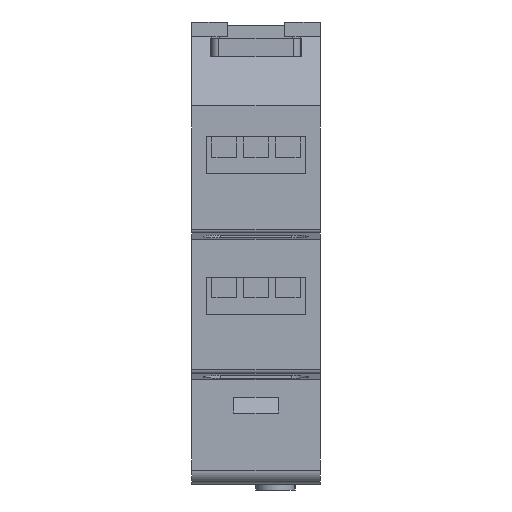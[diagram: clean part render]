
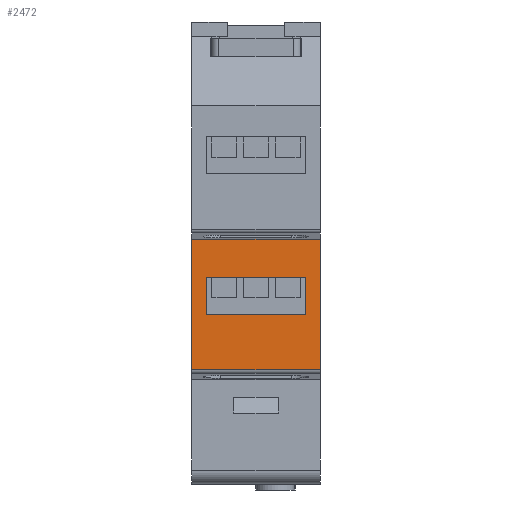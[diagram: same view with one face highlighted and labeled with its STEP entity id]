
A CAD part, front view. The second image highlights one B-rep face of the part: STEP entity #2472.
In plain terms, the highlighted planar face has unit normal (0, -1, 0).
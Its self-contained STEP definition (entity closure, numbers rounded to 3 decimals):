
#1032 = CARTESIAN_POINT ( 'NONE',  ( 9.05, -33.5, -30.5 ) ) ;
#1277 = DIRECTION ( 'NONE',  ( -1., 0., 0. ) ) ;
#1374 = LINE ( 'NONE', #12655, #13122 ) ;
#2065 = CARTESIAN_POINT ( 'NONE',  ( 9.05, -33.5, -48.838 ) ) ;
#2305 = EDGE_CURVE ( 'NONE', #10448, #10278, #6451, .T. ) ;
#2472 = ADVANCED_FACE ( 'NONE', ( #8902, #12153 ), #13166, .F. ) ;
#2688 = DIRECTION ( 'NONE',  ( 0., 0., -1. ) ) ;
#2840 = VECTOR ( 'NONE', #6802, 1000. ) ;
#2957 = DIRECTION ( 'NONE',  ( -1., 0., 0. ) ) ;
#3097 = EDGE_LOOP ( 'NONE', ( #5631, #5607, #5967, #10553 ) ) ;
#3616 = CARTESIAN_POINT ( 'NONE',  ( -7., -33.5, -35.837 ) ) ;
#4319 = EDGE_CURVE ( 'NONE', #5182, #12651, #1374, .T. ) ;
#4467 = CARTESIAN_POINT ( 'NONE',  ( 7., -33.5, -35.837 ) ) ;
#4515 = VECTOR ( 'NONE', #13336, 1000. ) ;
#4637 = LINE ( 'NONE', #3616, #2840 ) ;
#4667 = CARTESIAN_POINT ( 'NONE',  ( -9.05, -33.5, -48.838 ) ) ;
#4737 = VERTEX_POINT ( 'NONE', #2065 ) ;
#5063 = LINE ( 'NONE', #9211, #4515 ) ;
#5182 = VERTEX_POINT ( 'NONE', #11802 ) ;
#5607 = ORIENTED_EDGE ( 'NONE', *, *, #9544, .F. ) ;
#5631 = ORIENTED_EDGE ( 'NONE', *, *, #9635, .T. ) ;
#5967 = ORIENTED_EDGE ( 'NONE', *, *, #11696, .F. ) ;
#6056 = CARTESIAN_POINT ( 'NONE',  ( 9.05, -33.5, -30.5 ) ) ;
#6451 = LINE ( 'NONE', #1032, #7110 ) ;
#6665 = VERTEX_POINT ( 'NONE', #10756 ) ;
#6702 = CARTESIAN_POINT ( 'NONE',  ( -7., -33.5, -35.837 ) ) ;
#6724 = DIRECTION ( 'NONE',  ( 0., 0., 1. ) ) ;
#6802 = DIRECTION ( 'NONE',  ( 1., 0., 0. ) ) ;
#6860 = CARTESIAN_POINT ( 'NONE',  ( -9.05, -33.5, -30.5 ) ) ;
#7110 = VECTOR ( 'NONE', #1277, 1000. ) ;
#7137 = VECTOR ( 'NONE', #2688, 1000. ) ;
#7210 = LINE ( 'NONE', #6056, #9754 ) ;
#7464 = EDGE_CURVE ( 'NONE', #11283, #12651, #7725, .T. ) ;
#7725 = LINE ( 'NONE', #4467, #8154 ) ;
#8154 = VECTOR ( 'NONE', #12749, 1000. ) ;
#8669 = DIRECTION ( 'NONE',  ( 1., 0., 0. ) ) ;
#8763 = DIRECTION ( 'NONE',  ( 0., 1., 0. ) ) ;
#8902 = FACE_OUTER_BOUND ( 'NONE', #3097, .T. ) ;
#9029 = CARTESIAN_POINT ( 'NONE',  ( 9.05, -33.5, -30.5 ) ) ;
#9148 = LINE ( 'NONE', #13279, #13183 ) ;
#9211 = CARTESIAN_POINT ( 'NONE',  ( -9.05, -33.5, -30.5 ) ) ;
#9238 = ORIENTED_EDGE ( 'NONE', *, *, #7464, .T. ) ;
#9536 = ORIENTED_EDGE ( 'NONE', *, *, #4319, .F. ) ;
#9544 = EDGE_CURVE ( 'NONE', #4737, #10695, #9148, .T. ) ;
#9635 = EDGE_CURVE ( 'NONE', #10278, #10695, #5063, .T. ) ;
#9754 = VECTOR ( 'NONE', #12295, 1000. ) ;
#10045 = ORIENTED_EDGE ( 'NONE', *, *, #12789, .T. ) ;
#10212 = CARTESIAN_POINT ( 'NONE',  ( 7., -33.5, -35.837 ) ) ;
#10278 = VERTEX_POINT ( 'NONE', #6860 ) ;
#10448 = VERTEX_POINT ( 'NONE', #11523 ) ;
#10553 = ORIENTED_EDGE ( 'NONE', *, *, #2305, .T. ) ;
#10686 = EDGE_CURVE ( 'NONE', #6665, #5182, #13220, .T. ) ;
#10695 = VERTEX_POINT ( 'NONE', #4667 ) ;
#10756 = CARTESIAN_POINT ( 'NONE',  ( -7., -33.5, -35.837 ) ) ;
#11283 = VERTEX_POINT ( 'NONE', #10212 ) ;
#11291 = EDGE_LOOP ( 'NONE', ( #12318, #10045, #9238, #9536 ) ) ;
#11443 = AXIS2_PLACEMENT_3D ( 'NONE', #9029, #8763, #6724 ) ;
#11523 = CARTESIAN_POINT ( 'NONE',  ( 9.05, -33.5, -30.5 ) ) ;
#11696 = EDGE_CURVE ( 'NONE', #10448, #4737, #7210, .T. ) ;
#11802 = CARTESIAN_POINT ( 'NONE',  ( -7., -33.5, -41.037 ) ) ;
#12153 = FACE_BOUND ( 'NONE', #11291, .T. ) ;
#12295 = DIRECTION ( 'NONE',  ( 0., 0., -1. ) ) ;
#12318 = ORIENTED_EDGE ( 'NONE', *, *, #10686, .F. ) ;
#12502 = CARTESIAN_POINT ( 'NONE',  ( 7., -33.5, -41.037 ) ) ;
#12651 = VERTEX_POINT ( 'NONE', #12502 ) ;
#12655 = CARTESIAN_POINT ( 'NONE',  ( -7., -33.5, -41.037 ) ) ;
#12749 = DIRECTION ( 'NONE',  ( 0., 0., -1. ) ) ;
#12789 = EDGE_CURVE ( 'NONE', #6665, #11283, #4637, .T. ) ;
#13122 = VECTOR ( 'NONE', #8669, 1000. ) ;
#13166 = PLANE ( 'NONE',  #11443 ) ;
#13183 = VECTOR ( 'NONE', #2957, 1000. ) ;
#13220 = LINE ( 'NONE', #6702, #7137 ) ;
#13279 = CARTESIAN_POINT ( 'NONE',  ( 9.05, -33.5, -48.838 ) ) ;
#13336 = DIRECTION ( 'NONE',  ( 0., 0., -1. ) ) ;
